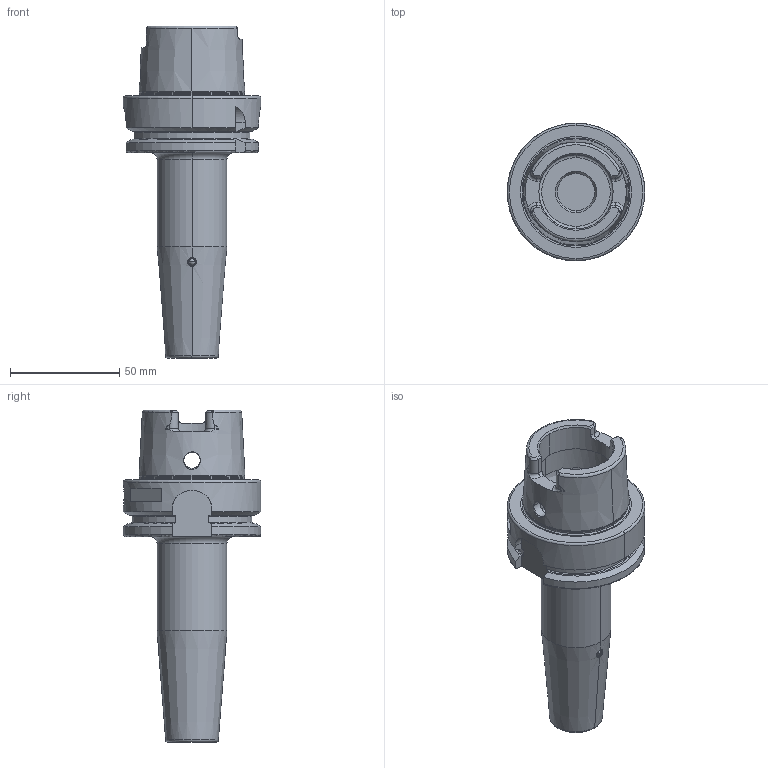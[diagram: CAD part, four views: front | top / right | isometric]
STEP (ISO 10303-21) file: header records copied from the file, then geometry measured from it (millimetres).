
FILE_DESCRIPTION((''),'2;1');
FILE_NAME('A63_70_12_1_K','2020-08-05T',('103090'),(''),'CREO PARAMETRIC BY PTC INC, 2016260','CREO PARAMETRIC BY PTC INC, 2016260','');
FILE_SCHEMA(('CONFIG_CONTROL_DESIGN'));
Length unit declared in the file: millimetre
Products named in the file (1): A63_70_12_1_K
Bounding box: 63 x 63 x 152 mm (x, y, z)
Volume: 139502.8 mm3; surface area: 34570.6 mm2
Topology: 3 solids, 7 shells, 326 faces, 792 edges, 471 vertices
Faces by surface type: cone 112, cylinder 87, plane 84, torus 39, sphere 4
Entity records: 10393 total; most frequent: CARTESIAN_POINT 2834, DIRECTION 1621, ORIENTED_EDGE 1556, EDGE_CURVE 778, AXIS2_PLACEMENT_3D 670, VERTEX_POINT 471, EDGE_LOOP 347, CIRCLE 341
